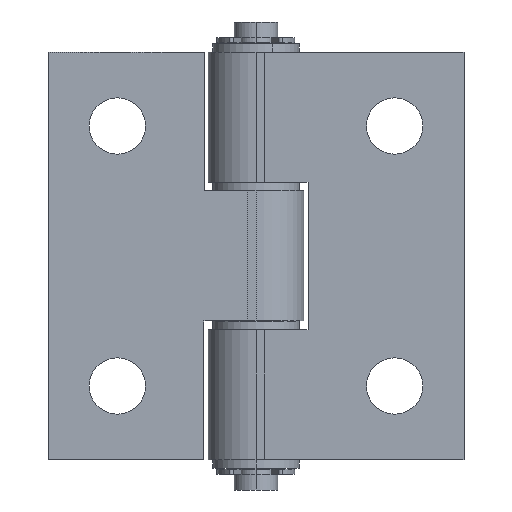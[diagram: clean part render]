
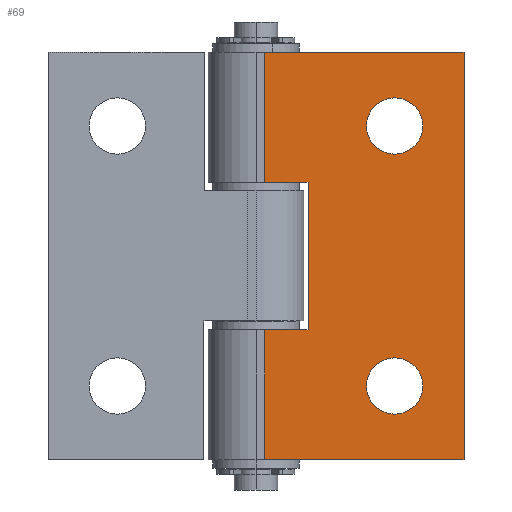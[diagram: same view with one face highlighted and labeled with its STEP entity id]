
A CAD part, front view. The second image highlights one B-rep face of the part: STEP entity #69.
In plain terms, the highlighted planar face has unit normal (0, -1, 0).
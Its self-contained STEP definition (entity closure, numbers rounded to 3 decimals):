
#69 = ADVANCED_FACE ( 'NONE', ( #2784, #1452, #542 ), #2645, .F. ) ;
#108 = ORIENTED_EDGE ( 'NONE', *, *, #266, .T. ) ;
#190 = CARTESIAN_POINT ( 'NONE',  ( 1., -6.1, -8.5 ) ) ;
#200 = AXIS2_PLACEMENT_3D ( 'NONE', #363, #3920, #948 ) ;
#212 = EDGE_CURVE ( 'NONE', #2250, #1242, #3667, .T. ) ;
#226 = CARTESIAN_POINT ( 'NONE',  ( 16., -6.1, 15. ) ) ;
#234 = CARTESIAN_POINT ( 'NONE',  ( 16., -6.1, 11.75 ) ) ;
#266 = EDGE_CURVE ( 'NONE', #3798, #1504, #773, .T. ) ;
#293 = LINE ( 'NONE', #337, #1157 ) ;
#295 = CARTESIAN_POINT ( 'NONE',  ( 6., -6.1, -8.5 ) ) ;
#303 = VECTOR ( 'NONE', #3539, 1000. ) ;
#304 = CARTESIAN_POINT ( 'NONE',  ( 16., -6.1, 15. ) ) ;
#337 = CARTESIAN_POINT ( 'NONE',  ( 1., -6.1, 8.5 ) ) ;
#363 = CARTESIAN_POINT ( 'NONE',  ( 1., -6.1, 23.5 ) ) ;
#404 = EDGE_CURVE ( 'NONE', #3744, #2629, #3803, .T. ) ;
#417 = CARTESIAN_POINT ( 'NONE',  ( 16., -6.1, -15. ) ) ;
#459 = LINE ( 'NONE', #1224, #2274 ) ;
#489 = VERTEX_POINT ( 'NONE', #3607 ) ;
#515 = CARTESIAN_POINT ( 'NONE',  ( 16., -6.1, -18.25 ) ) ;
#521 = AXIS2_PLACEMENT_3D ( 'NONE', #417, #2700, #748 ) ;
#542 = FACE_BOUND ( 'NONE', #1538, .T. ) ;
#597 = ORIENTED_EDGE ( 'NONE', *, *, #1928, .T. ) ;
#624 = DIRECTION ( 'NONE',  ( 0., 0., 1. ) ) ;
#671 = DIRECTION ( 'NONE',  ( 1., 0., 0. ) ) ;
#735 = EDGE_CURVE ( 'NONE', #489, #3295, #1954, .T. ) ;
#748 = DIRECTION ( 'NONE',  ( 0., 0., -1. ) ) ;
#773 = LINE ( 'NONE', #3653, #1724 ) ;
#790 = VERTEX_POINT ( 'NONE', #190 ) ;
#866 = CARTESIAN_POINT ( 'NONE',  ( 16., -6.1, -15. ) ) ;
#872 = ORIENTED_EDGE ( 'NONE', *, *, #735, .T. ) ;
#903 = ORIENTED_EDGE ( 'NONE', *, *, #3314, .T. ) ;
#913 = ORIENTED_EDGE ( 'NONE', *, *, #2889, .F. ) ;
#948 = DIRECTION ( 'NONE',  ( 0., 0., 1. ) ) ;
#1024 = DIRECTION ( 'NONE',  ( 0., 0., -1. ) ) ;
#1058 = CARTESIAN_POINT ( 'NONE',  ( 16., -6.1, 18.25 ) ) ;
#1135 = ORIENTED_EDGE ( 'NONE', *, *, #1391, .T. ) ;
#1138 = DIRECTION ( 'NONE',  ( 1., 0., 0. ) ) ;
#1140 = VERTEX_POINT ( 'NONE', #3278 ) ;
#1156 = EDGE_LOOP ( 'NONE', ( #597, #3999 ) ) ;
#1157 = VECTOR ( 'NONE', #671, 1000. ) ;
#1176 = DIRECTION ( 'NONE',  ( 0., 0., -1. ) ) ;
#1224 = CARTESIAN_POINT ( 'NONE',  ( 1., -6.1, 23.5 ) ) ;
#1242 = VERTEX_POINT ( 'NONE', #1687 ) ;
#1372 = DIRECTION ( 'NONE',  ( 0., 0., -1. ) ) ;
#1391 = EDGE_CURVE ( 'NONE', #2250, #2019, #459, .T. ) ;
#1416 = AXIS2_PLACEMENT_3D ( 'NONE', #226, #3784, #1838 ) ;
#1450 = LINE ( 'NONE', #3816, #3081 ) ;
#1452 = FACE_OUTER_BOUND ( 'NONE', #1898, .T. ) ;
#1504 = VERTEX_POINT ( 'NONE', #295 ) ;
#1538 = EDGE_LOOP ( 'NONE', ( #913, #1963 ) ) ;
#1610 = CARTESIAN_POINT ( 'NONE',  ( 1., -6.1, -8.5 ) ) ;
#1687 = CARTESIAN_POINT ( 'NONE',  ( 24., -6.1, 23.5 ) ) ;
#1724 = VECTOR ( 'NONE', #1372, 1000. ) ;
#1838 = DIRECTION ( 'NONE',  ( 0., 0., 1. ) ) ;
#1873 = DIRECTION ( 'NONE',  ( 0., 0., -1. ) ) ;
#1878 = CARTESIAN_POINT ( 'NONE',  ( 6., -6.1, 8.5 ) ) ;
#1898 = EDGE_LOOP ( 'NONE', ( #1135, #903, #108, #3070, #2460, #872, #3580, #1996 ) ) ;
#1928 = EDGE_CURVE ( 'NONE', #2629, #3744, #2811, .T. ) ;
#1949 = CARTESIAN_POINT ( 'NONE',  ( 24., -6.1, -23.5 ) ) ;
#1954 = LINE ( 'NONE', #2093, #3692 ) ;
#1963 = ORIENTED_EDGE ( 'NONE', *, *, #2640, .F. ) ;
#1996 = ORIENTED_EDGE ( 'NONE', *, *, #212, .F. ) ;
#2015 = VECTOR ( 'NONE', #3561, 1000. ) ;
#2019 = VERTEX_POINT ( 'NONE', #3577 ) ;
#2093 = CARTESIAN_POINT ( 'NONE',  ( 1., -6.1, -23.5 ) ) ;
#2250 = VERTEX_POINT ( 'NONE', #3598 ) ;
#2274 = VECTOR ( 'NONE', #1873, 1000. ) ;
#2296 = EDGE_CURVE ( 'NONE', #790, #489, #2337, .T. ) ;
#2337 = LINE ( 'NONE', #3282, #2493 ) ;
#2460 = ORIENTED_EDGE ( 'NONE', *, *, #2296, .T. ) ;
#2480 = CIRCLE ( 'NONE', #3916, 3.25 ) ;
#2493 = VECTOR ( 'NONE', #1024, 1000. ) ;
#2568 = DIRECTION ( 'NONE',  ( 0., 1., 0. ) ) ;
#2629 = VERTEX_POINT ( 'NONE', #1058 ) ;
#2640 = EDGE_CURVE ( 'NONE', #1140, #2874, #3955, .T. ) ;
#2645 = PLANE ( 'NONE',  #200 ) ;
#2700 = DIRECTION ( 'NONE',  ( 0., -1., 0. ) ) ;
#2784 = FACE_BOUND ( 'NONE', #1156, .T. ) ;
#2811 = CIRCLE ( 'NONE', #4014, 3.25 ) ;
#2874 = VERTEX_POINT ( 'NONE', #515 ) ;
#2882 = LINE ( 'NONE', #1610, #2015 ) ;
#2889 = EDGE_CURVE ( 'NONE', #2874, #1140, #2480, .T. ) ;
#2893 = CARTESIAN_POINT ( 'NONE',  ( 1., -6.1, 23.5 ) ) ;
#3070 = ORIENTED_EDGE ( 'NONE', *, *, #3261, .T. ) ;
#3081 = VECTOR ( 'NONE', #4150, 1000. ) ;
#3114 = DIRECTION ( 'NONE',  ( 0., -1., 0. ) ) ;
#3261 = EDGE_CURVE ( 'NONE', #1504, #790, #2882, .T. ) ;
#3278 = CARTESIAN_POINT ( 'NONE',  ( 16., -6.1, -11.75 ) ) ;
#3282 = CARTESIAN_POINT ( 'NONE',  ( 1., -6.1, 23.5 ) ) ;
#3295 = VERTEX_POINT ( 'NONE', #1949 ) ;
#3314 = EDGE_CURVE ( 'NONE', #2019, #3798, #293, .T. ) ;
#3539 = DIRECTION ( 'NONE',  ( 1., 0., 0. ) ) ;
#3561 = DIRECTION ( 'NONE',  ( -1., 0., 0. ) ) ;
#3577 = CARTESIAN_POINT ( 'NONE',  ( 1., -6.1, 8.5 ) ) ;
#3580 = ORIENTED_EDGE ( 'NONE', *, *, #3773, .F. ) ;
#3598 = CARTESIAN_POINT ( 'NONE',  ( 1., -6.1, 23.5 ) ) ;
#3607 = CARTESIAN_POINT ( 'NONE',  ( 1., -6.1, -23.5 ) ) ;
#3653 = CARTESIAN_POINT ( 'NONE',  ( 6., -6.1, 23.5 ) ) ;
#3667 = LINE ( 'NONE', #2893, #303 ) ;
#3692 = VECTOR ( 'NONE', #1138, 1000. ) ;
#3744 = VERTEX_POINT ( 'NONE', #234 ) ;
#3773 = EDGE_CURVE ( 'NONE', #1242, #3295, #1450, .T. ) ;
#3784 = DIRECTION ( 'NONE',  ( 0., 1., 0. ) ) ;
#3798 = VERTEX_POINT ( 'NONE', #1878 ) ;
#3803 = CIRCLE ( 'NONE', #1416, 3.25 ) ;
#3816 = CARTESIAN_POINT ( 'NONE',  ( 24., -6.1, 23.5 ) ) ;
#3916 = AXIS2_PLACEMENT_3D ( 'NONE', #866, #3114, #1176 ) ;
#3920 = DIRECTION ( 'NONE',  ( 0., 1., 0. ) ) ;
#3955 = CIRCLE ( 'NONE', #521, 3.25 ) ;
#3999 = ORIENTED_EDGE ( 'NONE', *, *, #404, .T. ) ;
#4014 = AXIS2_PLACEMENT_3D ( 'NONE', #304, #2568, #624 ) ;
#4150 = DIRECTION ( 'NONE',  ( 0., 0., -1. ) ) ;
